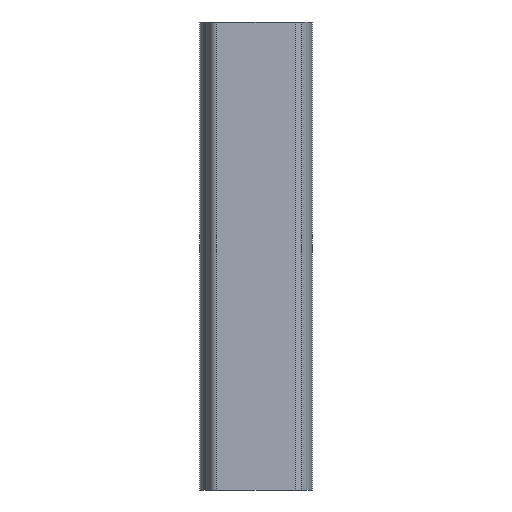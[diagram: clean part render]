
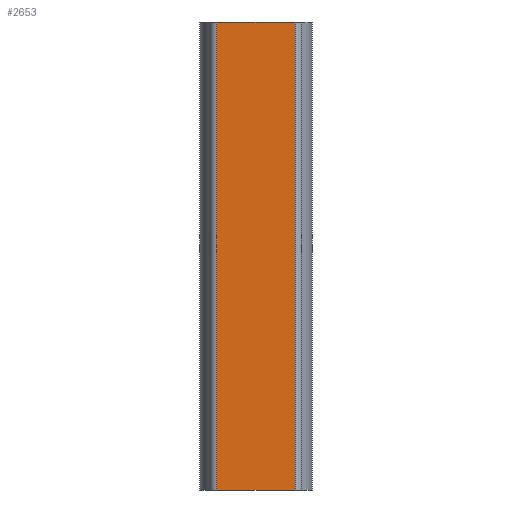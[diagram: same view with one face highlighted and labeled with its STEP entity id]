
A CAD part, left-side view. The second image highlights one B-rep face of the part: STEP entity #2653.
In plain terms, the highlighted planar face has unit normal (-1, 0, 0).
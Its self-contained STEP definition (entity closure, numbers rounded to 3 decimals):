
#85 = ORIENTED_EDGE ( 'NONE', *, *, #2411, .T. ) ;
#318 = ORIENTED_EDGE ( 'NONE', *, *, #3267, .T. ) ;
#350 = VERTEX_POINT ( 'NONE', #1532 ) ;
#391 = DIRECTION ( 'NONE',  ( 0., -1., 0. ) ) ;
#668 = EDGE_CURVE ( 'NONE', #350, #2664, #3405, .T. ) ;
#820 = DIRECTION ( 'NONE',  ( 0., 1., 0. ) ) ;
#1208 = LINE ( 'NONE', #2630, #3546 ) ;
#1282 = DIRECTION ( 'NONE',  ( 0., 0., -1. ) ) ;
#1292 = ORIENTED_EDGE ( 'NONE', *, *, #668, .F. ) ;
#1298 = CARTESIAN_POINT ( 'NONE',  ( -89.914, -62.301, 0. ) ) ;
#1420 = FACE_OUTER_BOUND ( 'NONE', #1470, .T. ) ;
#1470 = EDGE_LOOP ( 'NONE', ( #3933, #318, #1292, #85 ) ) ;
#1525 = CARTESIAN_POINT ( 'NONE',  ( -89.914, -62.301, 500. ) ) ;
#1532 = CARTESIAN_POINT ( 'NONE',  ( -89.914, 21.197, 500. ) ) ;
#1581 = CARTESIAN_POINT ( 'NONE',  ( -89.914, 21.197, 500. ) ) ;
#1586 = DIRECTION ( 'NONE',  ( 0., -1., 0. ) ) ;
#1667 = VERTEX_POINT ( 'NONE', #4376 ) ;
#1808 = DIRECTION ( 'NONE',  ( 1., 0., 0. ) ) ;
#1961 = LINE ( 'NONE', #1581, #3435 ) ;
#1967 = AXIS2_PLACEMENT_3D ( 'NONE', #3480, #1808, #820 ) ;
#2156 = DIRECTION ( 'NONE',  ( 0., 0., 1. ) ) ;
#2411 = EDGE_CURVE ( 'NONE', #350, #1667, #1961, .T. ) ;
#2452 = LINE ( 'NONE', #1525, #2539 ) ;
#2539 = VECTOR ( 'NONE', #2156, 1000. ) ;
#2630 = CARTESIAN_POINT ( 'NONE',  ( -89.914, 25.044, 0. ) ) ;
#2653 = ADVANCED_FACE ( 'NONE', ( #1420 ), #3172, .F. ) ;
#2664 = VERTEX_POINT ( 'NONE', #2781 ) ;
#2781 = CARTESIAN_POINT ( 'NONE',  ( -89.914, -62.301, 500. ) ) ;
#2893 = VERTEX_POINT ( 'NONE', #1298 ) ;
#3172 = PLANE ( 'NONE',  #1967 ) ;
#3267 = EDGE_CURVE ( 'NONE', #2893, #2664, #2452, .T. ) ;
#3351 = EDGE_CURVE ( 'NONE', #1667, #2893, #1208, .T. ) ;
#3405 = LINE ( 'NONE', #3762, #3629 ) ;
#3435 = VECTOR ( 'NONE', #1282, 1000. ) ;
#3480 = CARTESIAN_POINT ( 'NONE',  ( -89.914, 25.044, 500. ) ) ;
#3546 = VECTOR ( 'NONE', #1586, 1000. ) ;
#3629 = VECTOR ( 'NONE', #391, 1000. ) ;
#3762 = CARTESIAN_POINT ( 'NONE',  ( -89.914, 25.044, 500. ) ) ;
#3933 = ORIENTED_EDGE ( 'NONE', *, *, #3351, .T. ) ;
#4376 = CARTESIAN_POINT ( 'NONE',  ( -89.914, 21.197, 0. ) ) ;
